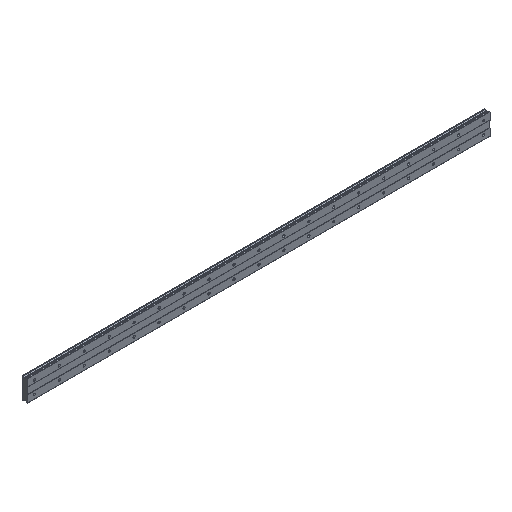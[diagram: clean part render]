
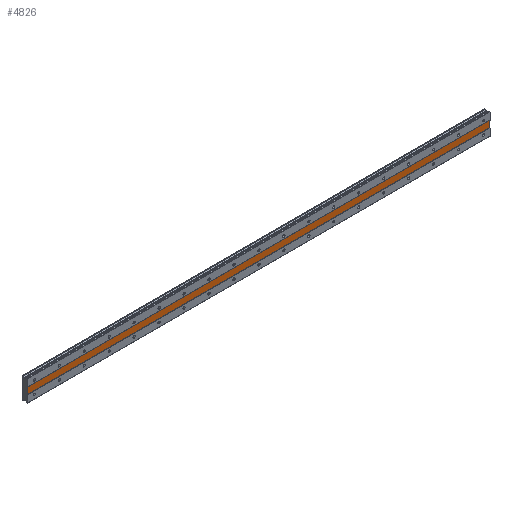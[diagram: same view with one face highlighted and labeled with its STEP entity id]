
A CAD part, isometric view. The second image highlights one B-rep face of the part: STEP entity #4826.
In plain terms, the highlighted planar face has unit normal (0, -1, 0).
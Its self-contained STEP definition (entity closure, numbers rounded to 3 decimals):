
#1 = CARTESIAN_POINT ( 'NONE',  ( -20., 1., 34.482 ) ) ;
#524 = FACE_OUTER_BOUND ( 'NONE', #630, .T. ) ;
#630 = EDGE_LOOP ( 'NONE', ( #3043, #2606, #3995, #4597 ) ) ;
#790 = DIRECTION ( 'NONE',  ( 1., 0., 0. ) ) ;
#1023 = EDGE_CURVE ( 'NONE', #4959, #2522, #2465, .T. ) ;
#1449 = VECTOR ( 'NONE', #790, 1000. ) ;
#1613 = AXIS2_PLACEMENT_3D ( 'NONE', #5483, #2304, #1844 ) ;
#1620 = EDGE_CURVE ( 'NONE', #2522, #2516, #3184, .T. ) ;
#1636 = EDGE_CURVE ( 'NONE', #2591, #2516, #3766, .T. ) ;
#1684 = DIRECTION ( 'NONE',  ( 0., 0., -1. ) ) ;
#1844 = DIRECTION ( 'NONE',  ( 0., 0., 1. ) ) ;
#2235 = CARTESIAN_POINT ( 'NONE',  ( -20., 1., 10. ) ) ;
#2304 = DIRECTION ( 'NONE',  ( 0., 1., 0. ) ) ;
#2465 = LINE ( 'NONE', #5606, #1449 ) ;
#2516 = VERTEX_POINT ( 'NONE', #4031 ) ;
#2522 = VERTEX_POINT ( 'NONE', #4539 ) ;
#2591 = VERTEX_POINT ( 'NONE', #3674 ) ;
#2606 = ORIENTED_EDGE ( 'NONE', *, *, #1620, .F. ) ;
#2656 = PLANE ( 'NONE',  #1613 ) ;
#2657 = CARTESIAN_POINT ( 'NONE',  ( 1460., 1., 34.482 ) ) ;
#2696 = DIRECTION ( 'NONE',  ( 1., 0., 0. ) ) ;
#2776 = EDGE_CURVE ( 'NONE', #4959, #2591, #4821, .T. ) ;
#3029 = VECTOR ( 'NONE', #3639, 1000. ) ;
#3043 = ORIENTED_EDGE ( 'NONE', *, *, #1636, .T. ) ;
#3184 = LINE ( 'NONE', #2657, #3029 ) ;
#3639 = DIRECTION ( 'NONE',  ( 0., 0., -1. ) ) ;
#3674 = CARTESIAN_POINT ( 'NONE',  ( -20., 1., -10. ) ) ;
#3766 = LINE ( 'NONE', #5892, #5169 ) ;
#3995 = ORIENTED_EDGE ( 'NONE', *, *, #1023, .F. ) ;
#4031 = CARTESIAN_POINT ( 'NONE',  ( 1460., 1., -10. ) ) ;
#4539 = CARTESIAN_POINT ( 'NONE',  ( 1460., 1., 10. ) ) ;
#4597 = ORIENTED_EDGE ( 'NONE', *, *, #2776, .T. ) ;
#4821 = LINE ( 'NONE', #1, #6705 ) ;
#4826 = ADVANCED_FACE ( 'NONE', ( #524 ), #2656, .F. ) ;
#4959 = VERTEX_POINT ( 'NONE', #2235 ) ;
#5169 = VECTOR ( 'NONE', #2696, 1000. ) ;
#5483 = CARTESIAN_POINT ( 'NONE',  ( 1460., 1., 10. ) ) ;
#5606 = CARTESIAN_POINT ( 'NONE',  ( 1460., 1., 10. ) ) ;
#5892 = CARTESIAN_POINT ( 'NONE',  ( 1460., 1., -10. ) ) ;
#6705 = VECTOR ( 'NONE', #1684, 1000. ) ;
